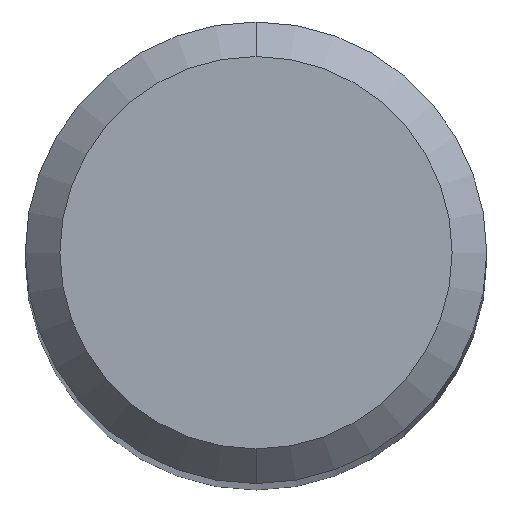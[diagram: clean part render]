
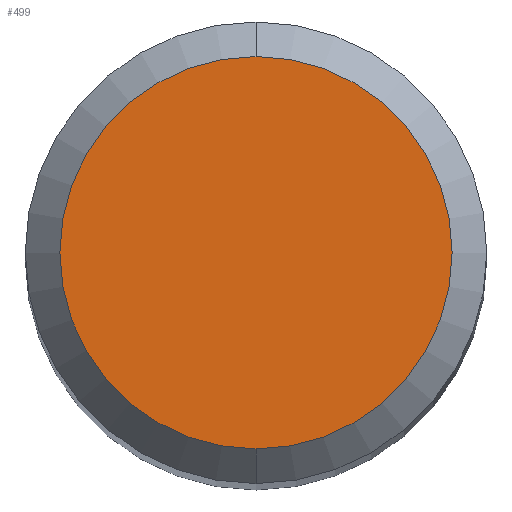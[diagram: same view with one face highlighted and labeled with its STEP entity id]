
A CAD part, top view. The second image highlights one B-rep face of the part: STEP entity #499.
In plain terms, the highlighted planar face has unit normal (0, 0, 1).
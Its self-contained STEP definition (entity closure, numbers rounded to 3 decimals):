
#393=EDGE_CURVE('',#857,#407,#1058,.T.);
#407=VERTEX_POINT('',#1073);
#499=ADVANCED_FACE('',(#1177),#1178,.T.);
#583=EDGE_CURVE('',#407,#857,#1269,.T.);
#857=VERTEX_POINT('',#1565);
#1058=CIRCLE('',#1810,1.7);
#1073=CARTESIAN_POINT('',(0.0,1.7,0.0));
#1177=FACE_OUTER_BOUND('',#2335,.T.);
#1178=PLANE('',#2336);
#1269=CIRCLE('',#2905,1.7);
#1565=CARTESIAN_POINT('',(0.,-1.7,0.0));
#1810=AXIS2_PLACEMENT_3D('',#5020,#5021,#5022);
#2335=EDGE_LOOP('',(#5188,#5189));
#2336=AXIS2_PLACEMENT_3D('',#5190,#5191,#5192);
#2905=AXIS2_PLACEMENT_3D('',#5264,#5265,#5266);
#5020=CARTESIAN_POINT('',(0.0,0.0,0.0));
#5021=DIRECTION('',(0.0,0.0,-1.0));
#5022=DIRECTION('',(0.0,1.0,0.0));
#5188=ORIENTED_EDGE('',*,*,#583,.F.);
#5189=ORIENTED_EDGE('',*,*,#393,.F.);
#5190=CARTESIAN_POINT('',(0.0,0.85,0.0));
#5191=DIRECTION('',(-0.0,0.0,1.0));
#5192=DIRECTION('',(0.0,-1.0,0.0));
#5264=CARTESIAN_POINT('',(0.0,0.0,0.0));
#5265=DIRECTION('',(0.0,0.0,-1.0));
#5266=DIRECTION('',(0.0,1.0,0.0));
